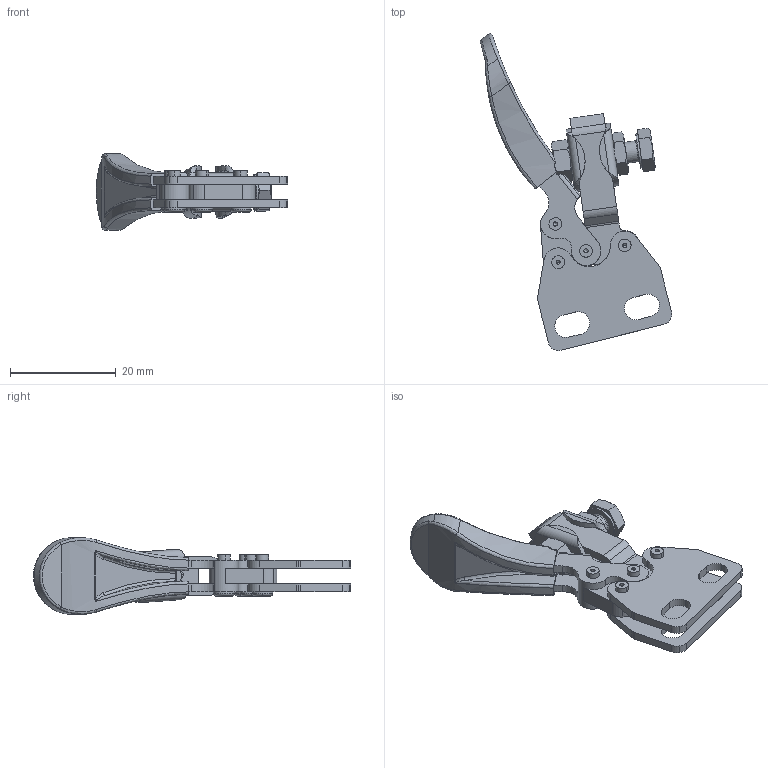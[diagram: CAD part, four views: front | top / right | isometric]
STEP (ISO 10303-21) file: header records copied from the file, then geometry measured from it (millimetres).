
FILE_DESCRIPTION((''),'2;1');
FILE_NAME('110.1-opened.stp','2005-09-27T15:11:36',('Kysilko'),(''),'Autodesk Inventor 8','Autodesk Inventor 8','');
FILE_SCHEMA(('AUTOMOTIVE_DESIGN { 1 0 10303 214 1 1 1 1 }'));
Length unit declared in the file: millimetre
Products named in the file (1): Part7
Bounding box: 36.21 x 60.02 x 14.5 mm (x, y, z)
Volume: 4164 mm3; surface area: 5383.8 mm2
Topology: 1 solids, 2 shells, 382 faces, 1074 edges, 677 vertices
Faces by surface type: cylinder 136, plane 132, bspline 54, cone 52, torus 8
Entity records: 16311 total; most frequent: CARTESIAN_POINT 6703, ORIENTED_EDGE 2132, DIRECTION 1943, EDGE_CURVE 1066, AXIS2_PLACEMENT_3D 745, VERTEX_POINT 677, VECTOR 453, LINE 453
